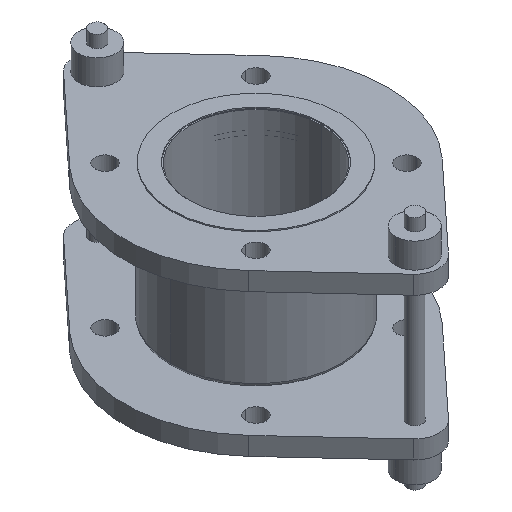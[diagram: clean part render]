
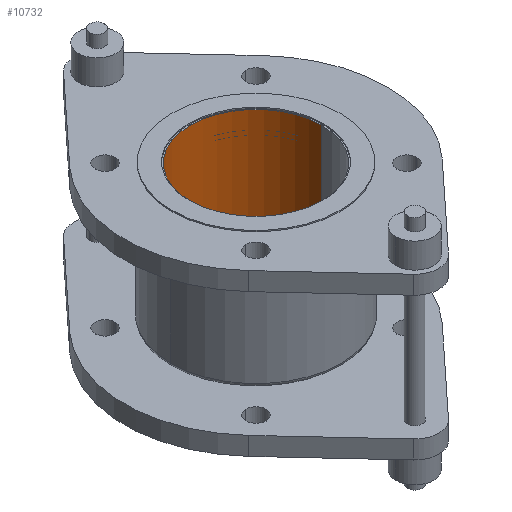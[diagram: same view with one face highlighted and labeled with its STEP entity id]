
A CAD part, isometric view. The second image highlights one B-rep face of the part: STEP entity #10732.
In plain terms, the highlighted cylindrical face has radius 52.35 mm (diameter 104.7 mm), a partial arc.
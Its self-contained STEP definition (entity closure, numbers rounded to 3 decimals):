
#518 = DIRECTION ( 'NONE',  ( 0., 0., 1. ) ) ;
#1340 = LINE ( 'NONE', #3602, #17255 ) ;
#2101 = CARTESIAN_POINT ( 'NONE',  ( 0., 0., 10.973 ) ) ;
#3602 = CARTESIAN_POINT ( 'NONE',  ( -52.35, 0., 10.973 ) ) ;
#4952 = CARTESIAN_POINT ( 'NONE',  ( -52.35, 0., -128.2 ) ) ;
#5071 = ORIENTED_EDGE ( 'NONE', *, *, #19404, .T. ) ;
#5958 = VECTOR ( 'NONE', #27075, 1000. ) ;
#6190 = DIRECTION ( 'NONE',  ( 0., 0., 1. ) ) ;
#9587 = CARTESIAN_POINT ( 'NONE',  ( 52.35, 0., 10.973 ) ) ;
#10148 = AXIS2_PLACEMENT_3D ( 'NONE', #2101, #11970, #21841 ) ;
#10189 = EDGE_LOOP ( 'NONE', ( #18112, #22382, #18872, #5071 ) ) ;
#10292 = CARTESIAN_POINT ( 'NONE',  ( 52.35, 0., 0. ) ) ;
#10732 = ADVANCED_FACE ( 'NONE', ( #24924 ), #24274, .F. ) ;
#11970 = DIRECTION ( 'NONE',  ( 0., 0., 1. ) ) ;
#13553 = AXIS2_PLACEMENT_3D ( 'NONE', #19134, #6190, #16395 ) ;
#14898 = VERTEX_POINT ( 'NONE', #19553 ) ;
#15594 = CIRCLE ( 'NONE', #31080, 52.35 ) ;
#15913 = DIRECTION ( 'NONE',  ( 0., 0., 1. ) ) ;
#16395 = DIRECTION ( 'NONE',  ( 1., 0., 0. ) ) ;
#16514 = EDGE_CURVE ( 'NONE', #14898, #27617, #24640, .T. ) ;
#17255 = VECTOR ( 'NONE', #15913, 1000. ) ;
#17673 = DIRECTION ( 'NONE',  ( 1., 0., 0. ) ) ;
#18090 = VERTEX_POINT ( 'NONE', #28588 ) ;
#18112 = ORIENTED_EDGE ( 'NONE', *, *, #26068, .F. ) ;
#18872 = ORIENTED_EDGE ( 'NONE', *, *, #16514, .T. ) ;
#19134 = CARTESIAN_POINT ( 'NONE',  ( 0., 0., -128.2 ) ) ;
#19404 = EDGE_CURVE ( 'NONE', #27617, #18090, #15594, .T. ) ;
#19553 = CARTESIAN_POINT ( 'NONE',  ( 52.35, 0., -128.2 ) ) ;
#20154 = VERTEX_POINT ( 'NONE', #4952 ) ;
#21318 = EDGE_CURVE ( 'NONE', #14898, #20154, #27514, .T. ) ;
#21841 = DIRECTION ( 'NONE',  ( 1., 0., 0. ) ) ;
#22382 = ORIENTED_EDGE ( 'NONE', *, *, #21318, .F. ) ;
#23015 = CARTESIAN_POINT ( 'NONE',  ( 0., 0., 0. ) ) ;
#24274 = CYLINDRICAL_SURFACE ( 'NONE', #10148, 52.35 ) ;
#24640 = LINE ( 'NONE', #9587, #5958 ) ;
#24924 = FACE_OUTER_BOUND ( 'NONE', #10189, .T. ) ;
#26068 = EDGE_CURVE ( 'NONE', #20154, #18090, #1340, .T. ) ;
#27075 = DIRECTION ( 'NONE',  ( 0., 0., 1. ) ) ;
#27514 = CIRCLE ( 'NONE', #13553, 52.35 ) ;
#27617 = VERTEX_POINT ( 'NONE', #10292 ) ;
#28588 = CARTESIAN_POINT ( 'NONE',  ( -52.35, 0., 0. ) ) ;
#31080 = AXIS2_PLACEMENT_3D ( 'NONE', #23015, #518, #17673 ) ;
